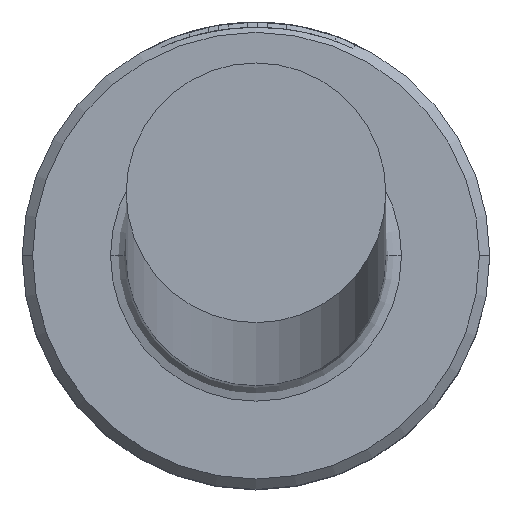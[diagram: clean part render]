
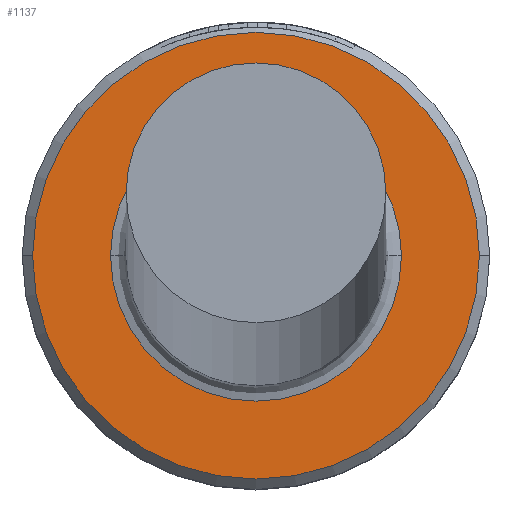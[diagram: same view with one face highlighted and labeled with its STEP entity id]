
A CAD part, top view. The second image highlights one B-rep face of the part: STEP entity #1137.
In plain terms, the highlighted planar face has unit normal (0, 0, 1).
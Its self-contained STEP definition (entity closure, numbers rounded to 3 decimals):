
#17 = VERTEX_POINT ( 'NONE', #576 ) ;
#66 = CIRCLE ( 'NONE', #1165, 4.3 ) ;
#73 = VERTEX_POINT ( 'NONE', #946 ) ;
#101 = ORIENTED_EDGE ( 'NONE', *, *, #239, .T. ) ;
#116 = EDGE_CURVE ( 'NONE', #787, #750, #183, .T. ) ;
#128 = CIRCLE ( 'NONE', #617, 2.8 ) ;
#135 = AXIS2_PLACEMENT_3D ( 'NONE', #137, #695, #620 ) ;
#137 = CARTESIAN_POINT ( 'NONE',  ( 0., 0., 6. ) ) ;
#163 = DIRECTION ( 'NONE',  ( 0., 0., -1. ) ) ;
#183 = CIRCLE ( 'NONE', #135, 4.3 ) ;
#192 = PLANE ( 'NONE',  #988 ) ;
#227 = EDGE_CURVE ( 'NONE', #17, #73, #128, .T. ) ;
#239 = EDGE_CURVE ( 'NONE', #750, #787, #66, .T. ) ;
#240 = CARTESIAN_POINT ( 'NONE',  ( 0., 0., 6. ) ) ;
#361 = ORIENTED_EDGE ( 'NONE', *, *, #116, .T. ) ;
#428 = EDGE_CURVE ( 'NONE', #73, #17, #577, .T. ) ;
#450 = FACE_OUTER_BOUND ( 'NONE', #689, .T. ) ;
#455 = ORIENTED_EDGE ( 'NONE', *, *, #227, .T. ) ;
#474 = FACE_BOUND ( 'NONE', #482, .T. ) ;
#482 = EDGE_LOOP ( 'NONE', ( #849, #455 ) ) ;
#499 = AXIS2_PLACEMENT_3D ( 'NONE', #918, #836, #832 ) ;
#576 = CARTESIAN_POINT ( 'NONE',  ( 2.8, 0., 6. ) ) ;
#577 = CIRCLE ( 'NONE', #499, 2.8 ) ;
#617 = AXIS2_PLACEMENT_3D ( 'NONE', #240, #163, #1119 ) ;
#620 = DIRECTION ( 'NONE',  ( 1., 0., 0. ) ) ;
#642 = DIRECTION ( 'NONE',  ( 1., 0., 0. ) ) ;
#689 = EDGE_LOOP ( 'NONE', ( #361, #101 ) ) ;
#695 = DIRECTION ( 'NONE',  ( 0., 0., 1. ) ) ;
#750 = VERTEX_POINT ( 'NONE', #858 ) ;
#787 = VERTEX_POINT ( 'NONE', #953 ) ;
#794 = DIRECTION ( 'NONE',  ( 1., 0., 0. ) ) ;
#797 = DIRECTION ( 'NONE',  ( 0., 0., 1. ) ) ;
#832 = DIRECTION ( 'NONE',  ( -1., 0., 0. ) ) ;
#836 = DIRECTION ( 'NONE',  ( 0., 0., -1. ) ) ;
#849 = ORIENTED_EDGE ( 'NONE', *, *, #428, .T. ) ;
#858 = CARTESIAN_POINT ( 'NONE',  ( 4.3, 0., 6. ) ) ;
#881 = CARTESIAN_POINT ( 'NONE',  ( 0., 0., 6. ) ) ;
#909 = CARTESIAN_POINT ( 'NONE',  ( 0., 0., 6. ) ) ;
#918 = CARTESIAN_POINT ( 'NONE',  ( 0., 0., 6. ) ) ;
#946 = CARTESIAN_POINT ( 'NONE',  ( -2.8, 0., 6. ) ) ;
#953 = CARTESIAN_POINT ( 'NONE',  ( -4.3, 0., 6. ) ) ;
#988 = AXIS2_PLACEMENT_3D ( 'NONE', #909, #1164, #642 ) ;
#1119 = DIRECTION ( 'NONE',  ( -1., 0., 0. ) ) ;
#1137 = ADVANCED_FACE ( 'NONE', ( #450, #474 ), #192, .T. ) ;
#1164 = DIRECTION ( 'NONE',  ( 0., 0., 1. ) ) ;
#1165 = AXIS2_PLACEMENT_3D ( 'NONE', #881, #797, #794 ) ;
